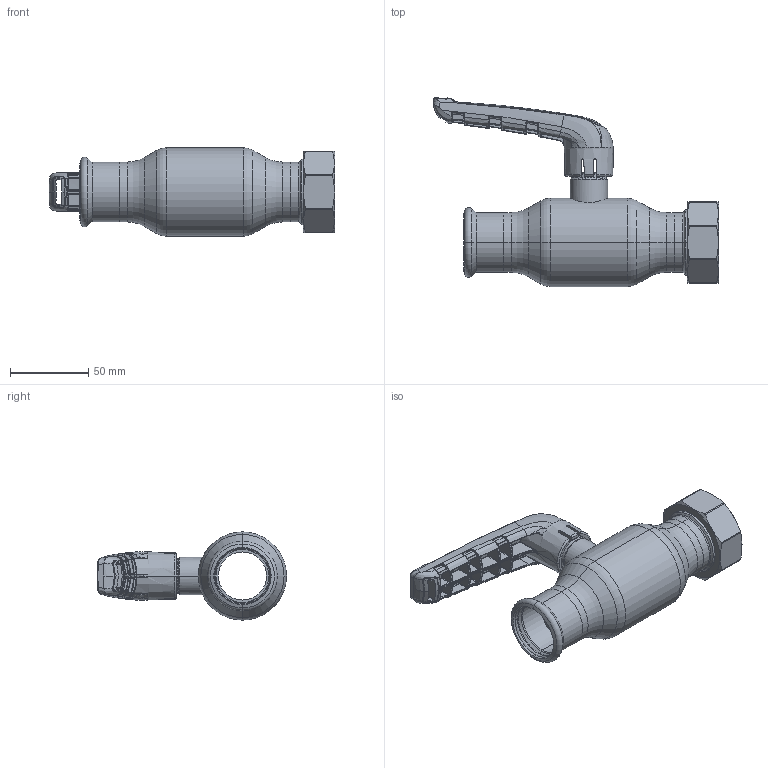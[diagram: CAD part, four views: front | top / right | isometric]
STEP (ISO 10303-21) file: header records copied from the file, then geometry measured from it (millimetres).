
FILE_DESCRIPTION (( 'STEP AP214' ), '1' );
FILE_NAME ('XPR11400 DN32 G1 12 x 35.step', '2018-09-18T10:41:19', ( '' ), ( '' ), 'SwSTEP 2.0', 'SolidWorks 2017', '' );
FILE_SCHEMA (( 'AUTOMOTIVE_DESIGN' ));
Length unit declared in the file: millimetre
Products named in the file (1): XPR11400 DN32 G1 12 x 35
Bounding box: 182.67 x 121.11 x 56.5 mm (x, y, z)
Surface area: 57905.1 mm2 (no closed solid volume)
Topology: 0 solids, 14 shells, 773 faces, 2527 edges, 1656 vertices
Faces by surface type: bspline 582, plane 65, cylinder 50, cone 41, torus 29, sphere 6
Entity records: 59172 total; most frequent: CARTESIAN_POINT 34308, ORIENTED_EDGE 4108, EDGE_CURVE 2513, DIRECTION 1811, B_SPLINE_CURVE_WITH_KNOTS 1707, VERTEX_POINT 1652, AXIS2_PLACEMENT_3D 815, EDGE_LOOP 799
